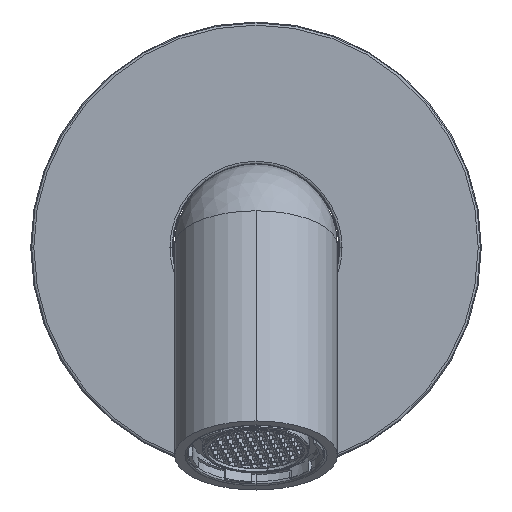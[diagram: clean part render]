
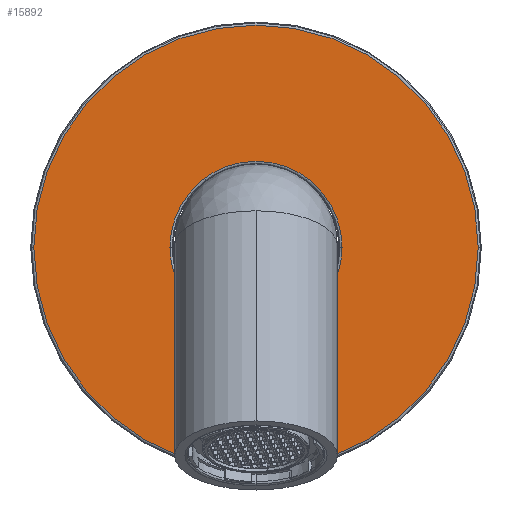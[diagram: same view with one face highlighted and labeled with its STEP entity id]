
A CAD part, top view. The second image highlights one B-rep face of the part: STEP entity #15892.
In plain terms, the highlighted planar face has unit normal (0, 0, 1).
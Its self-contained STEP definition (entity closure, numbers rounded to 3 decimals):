
#15365=CARTESIAN_POINT('',(0.,0.,70.8));
#15366=DIRECTION('',(0.,0.,-1.));
#15367=DIRECTION('',(-1.,0.,0.));
#15368=AXIS2_PLACEMENT_3D('',#15365,#15366,#15367);
#15370=CARTESIAN_POINT('',(0.,0.,70.8));
#15371=DIRECTION('',(0.,0.,-1.));
#15372=DIRECTION('',(1.,0.,0.));
#15373=AXIS2_PLACEMENT_3D('',#15370,#15371,#15372);
#15375=CARTESIAN_POINT('',(0.,0.,70.8));
#15376=DIRECTION('',(0.,0.,1.));
#15377=DIRECTION('',(-1.,0.,0.));
#15378=AXIS2_PLACEMENT_3D('',#15375,#15376,#15377);
#15380=CARTESIAN_POINT('',(0.,0.,70.8));
#15381=DIRECTION('',(0.,0.,1.));
#15382=DIRECTION('',(1.,0.,0.));
#15383=AXIS2_PLACEMENT_3D('',#15380,#15381,#15382);
#15679=CARTESIAN_POINT('',(13.75,0.,70.8));
#15680=CARTESIAN_POINT('',(-13.75,0.,70.8));
#15681=VERTEX_POINT('',#15679);
#15682=VERTEX_POINT('',#15680);
#15683=CARTESIAN_POINT('',(-35.5,0.,70.8));
#15684=CARTESIAN_POINT('',(35.5,0.,70.8));
#15685=VERTEX_POINT('',#15683);
#15686=VERTEX_POINT('',#15684);
#15876=CARTESIAN_POINT('',(0.,0.,70.8));
#15877=DIRECTION('',(0.,0.,1.));
#15878=DIRECTION('',(1.,0.,0.));
#15879=AXIS2_PLACEMENT_3D('',#15876,#15877,#15878);
#15880=PLANE('',#15879);
#15882=ORIENTED_EDGE('',*,*,#15881,.T.);
#15883=ORIENTED_EDGE('',*,*,#15866,.T.);
#15884=EDGE_LOOP('',(#15882,#15883));
#15885=FACE_OUTER_BOUND('',#15884,.F.);
#15887=ORIENTED_EDGE('',*,*,#15886,.T.);
#15889=ORIENTED_EDGE('',*,*,#15888,.T.);
#15890=EDGE_LOOP('',(#15887,#15889));
#15891=FACE_BOUND('',#15890,.F.);
#15892=ADVANCED_FACE('',(#15885,#15891),#15880,.T.);
#15369=CIRCLE('',#15368,35.5);
#15374=CIRCLE('',#15373,35.5);
#15379=CIRCLE('',#15378,13.75);
#15384=CIRCLE('',#15383,13.75);
#15866=EDGE_CURVE('',#15686,#15685,#15374,.T.);
#15881=EDGE_CURVE('',#15685,#15686,#15369,.T.);
#15886=EDGE_CURVE('',#15682,#15681,#15379,.T.);
#15888=EDGE_CURVE('',#15681,#15682,#15384,.T.);
